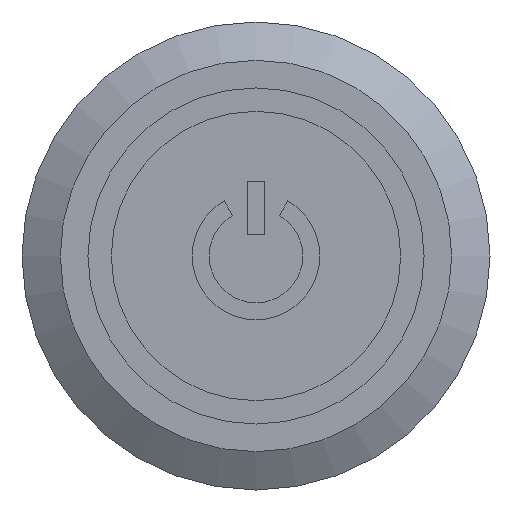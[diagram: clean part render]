
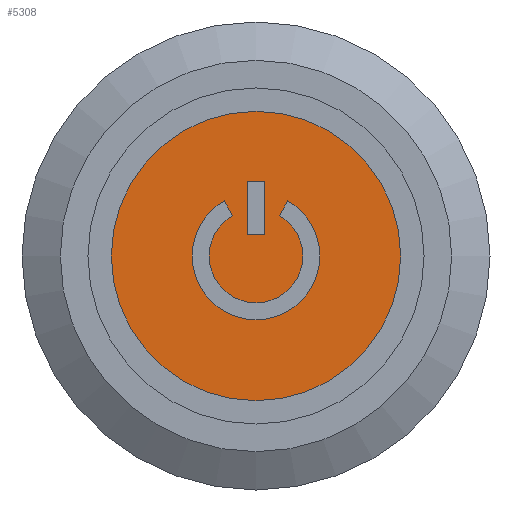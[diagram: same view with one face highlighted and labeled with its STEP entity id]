
A CAD part, left-side view. The second image highlights one B-rep face of the part: STEP entity #5308.
In plain terms, the highlighted planar face has unit normal (-1, 0, 0).
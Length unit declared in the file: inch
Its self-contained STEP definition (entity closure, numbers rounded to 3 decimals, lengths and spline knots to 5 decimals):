
#110=FACE_BOUND('',#722,.T.);
#111=FACE_BOUND('',#723,.T.);
#160=PLANE('',#5659);
#429=FACE_OUTER_BOUND('',#721,.T.);
#721=EDGE_LOOP('',(#3620));
#722=EDGE_LOOP('',(#3621,#3622,#3623,#3624));
#723=EDGE_LOOP('',(#3625,#3626,#3627,#3628));
#1042=CIRCLE('',#5641,0.08661);
#1044=CIRCLE('',#5645,0.11811);
#1049=CIRCLE('',#5653,0.26772);
#1179=LINE('',#7445,#1720);
#1182=LINE('',#7450,#1723);
#1184=LINE('',#7454,#1725);
#1186=LINE('',#7457,#1727);
#1187=LINE('',#7461,#1728);
#1192=LINE('',#7475,#1733);
#1720=VECTOR('',#6099,0.3937);
#1723=VECTOR('',#6104,0.3937);
#1725=VECTOR('',#6108,0.3937);
#1727=VECTOR('',#6112,0.3937);
#1728=VECTOR('',#6115,0.3937);
#1733=VECTOR('',#6128,0.3937);
#2273=VERTEX_POINT('',#7443);
#2274=VERTEX_POINT('',#7444);
#2275=VERTEX_POINT('',#7449);
#2276=VERTEX_POINT('',#7453);
#2277=VERTEX_POINT('',#7459);
#2278=VERTEX_POINT('',#7460);
#2281=VERTEX_POINT('',#7468);
#2283=VERTEX_POINT('',#7474);
#2287=VERTEX_POINT('',#7490);
#2785=EDGE_CURVE('',#2273,#2274,#1179,.T.);
#2788=EDGE_CURVE('',#2274,#2275,#1182,.T.);
#2790=EDGE_CURVE('',#2275,#2276,#1184,.T.);
#2792=EDGE_CURVE('',#2276,#2273,#1186,.T.);
#2793=EDGE_CURVE('',#2277,#2278,#1187,.T.);
#2797=EDGE_CURVE('',#2281,#2277,#1042,.T.);
#2800=EDGE_CURVE('',#2283,#2281,#1192,.T.);
#2803=EDGE_CURVE('',#2278,#2283,#1044,.T.);
#2808=EDGE_CURVE('',#2287,#2287,#1049,.T.);
#3620=ORIENTED_EDGE('',*,*,#2808,.F.);
#3621=ORIENTED_EDGE('',*,*,#2785,.T.);
#3622=ORIENTED_EDGE('',*,*,#2788,.T.);
#3623=ORIENTED_EDGE('',*,*,#2790,.T.);
#3624=ORIENTED_EDGE('',*,*,#2792,.T.);
#3625=ORIENTED_EDGE('',*,*,#2793,.T.);
#3626=ORIENTED_EDGE('',*,*,#2803,.T.);
#3627=ORIENTED_EDGE('',*,*,#2800,.T.);
#3628=ORIENTED_EDGE('',*,*,#2797,.T.);
#5308=ADVANCED_FACE('',(#429,#110,#111),#160,.F.);
#5641=AXIS2_PLACEMENT_3D('',#7469,#6121,#6122);
#5645=AXIS2_PLACEMENT_3D('',#7480,#6133,#6134);
#5653=AXIS2_PLACEMENT_3D('',#7491,#6149,#6150);
#5659=AXIS2_PLACEMENT_3D('',#7501,#6163,#6164);
#6099=DIRECTION('',(0.,-1.,0.));
#6104=DIRECTION('',(0.,0.,-1.));
#6108=DIRECTION('',(0.,1.,0.));
#6112=DIRECTION('',(0.,0.,1.));
#6115=DIRECTION('',(0.,-0.5,0.866));
#6121=DIRECTION('center_axis',(-1.,0.,0.));
#6122=DIRECTION('ref_axis',(0.,-0.5,-0.866));
#6128=DIRECTION('',(0.,-0.5,-0.866));
#6133=DIRECTION('center_axis',(1.,0.,0.));
#6134=DIRECTION('ref_axis',(0.,0.5,0.866));
#6149=DIRECTION('center_axis',(1.,0.,0.));
#6150=DIRECTION('ref_axis',(0.,0.,1.));
#6163=DIRECTION('center_axis',(1.,0.,0.));
#6164=DIRECTION('ref_axis',(0.,0.,1.));
#7443=CARTESIAN_POINT('',(-0.07087,0.01575,0.1378));
#7444=CARTESIAN_POINT('',(-0.07087,-0.01575,0.1378));
#7445=CARTESIAN_POINT('',(-0.07087,0.00787,0.1378));
#7449=CARTESIAN_POINT('',(-0.07087,-0.01575,0.03937));
#7450=CARTESIAN_POINT('',(-0.07087,-0.01575,0.0689));
#7453=CARTESIAN_POINT('',(-0.07087,0.01575,0.03937));
#7454=CARTESIAN_POINT('',(-0.07087,-0.00787,0.03937));
#7457=CARTESIAN_POINT('',(-0.07087,0.01575,0.01969));
#7459=CARTESIAN_POINT('',(-0.07087,-0.04331,0.07501));
#7460=CARTESIAN_POINT('',(-0.07087,-0.05906,0.10229));
#7461=CARTESIAN_POINT('',(-0.07087,-0.02165,0.03751));
#7468=CARTESIAN_POINT('',(-0.07087,0.04331,0.07501));
#7469=CARTESIAN_POINT('Origin',(-0.07087,0.,0.));
#7474=CARTESIAN_POINT('',(-0.07087,0.05906,0.10229));
#7475=CARTESIAN_POINT('',(-0.07087,0.02953,0.05114));
#7480=CARTESIAN_POINT('Origin',(-0.07087,0.,0.));
#7490=CARTESIAN_POINT('',(-0.07087,0.,-0.26772));
#7491=CARTESIAN_POINT('Origin',(-0.07087,0.,0.));
#7501=CARTESIAN_POINT('Origin',(-0.07087,0.,0.));
